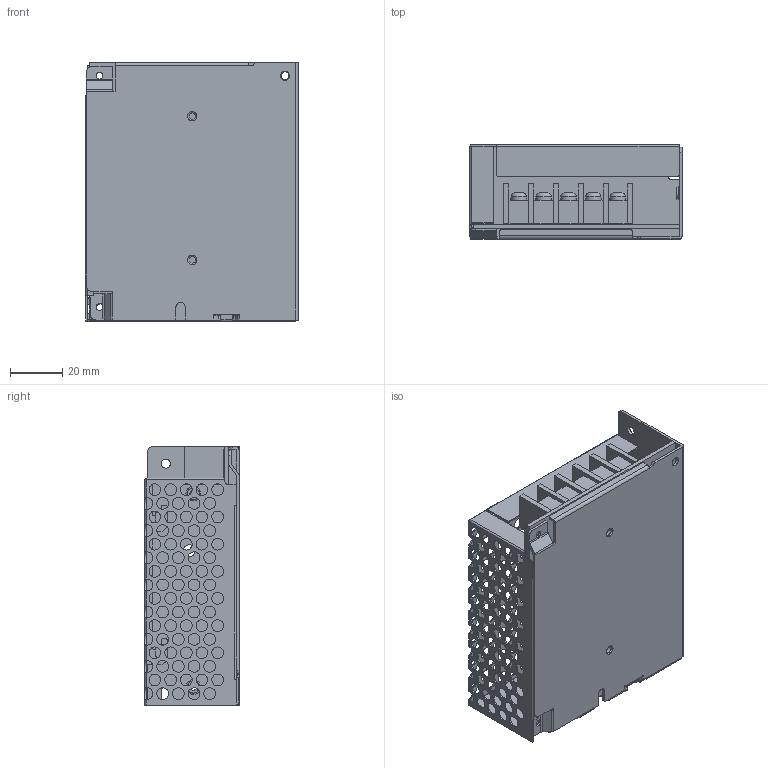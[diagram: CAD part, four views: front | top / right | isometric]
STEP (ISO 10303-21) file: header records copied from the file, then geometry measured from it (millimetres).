
FILE_DESCRIPTION(('Creo Elements/Direct Modeling STEP Export'),'2;1');
FILE_NAME('rs-35_asm.stp','2016-11-08T15:41:13',(''),(''),'PTC Creo Elements/Direct Modeling STEP processor for AP214 (Solid Model)','PTC Creo Elements/Direct Modeling 19.0 09-May-2014 (C) Parametric Technology GmbH','');
FILE_SCHEMA(('AUTOMOTIVE_DESIGN { 1 0 10303 214 1 1 1 1 }'));
Length unit declared in the file: millimetre
Products named in the file (8): 1XX1932A-D_8.PRT; TN_1_1_1-54060_1.PRT; TN_1_1_1-54390_ASM_1.ASM; TN_ASM_1.ASM; PCB-RS-35_3.PRT; 1XX1932A-T_4.PRT; RS-35_ASM_3.ASM; RS-35_ASM.stp
Assembly tree (7 placements, depth 5):
  RS-35_ASM.stp
    RS-35_ASM_3.ASM
      1XX1932A-T_4.PRT
      PCB-RS-35_3.PRT
      TN_ASM_1.ASM
        TN_1_1_1-54390_ASM_1.ASM
          TN_1_1_1-54060_1.PRT
      1XX1932A-D_8.PRT
Bounding box: 81.2 x 36 x 99 mm (x, y, z)
Volume: 35977.8 mm3; surface area: 65289.8 mm2
Topology: 4 solids, 4 shells, 1030 faces, 2964 edges, 1931 vertices
Faces by surface type: cylinder 713, plane 273, torus 26, bspline 16, cone 2
Entity records: 38891 total; most frequent: ORIENTED_EDGE 5932, CARTESIAN_POINT 5847, DIRECTION 5213, EDGE_CURVE 2964, VERTEX_POINT 1931, AXIS2_PLACEMENT_3D 1907, EDGE_LOOP 1611, VECTOR 1399
